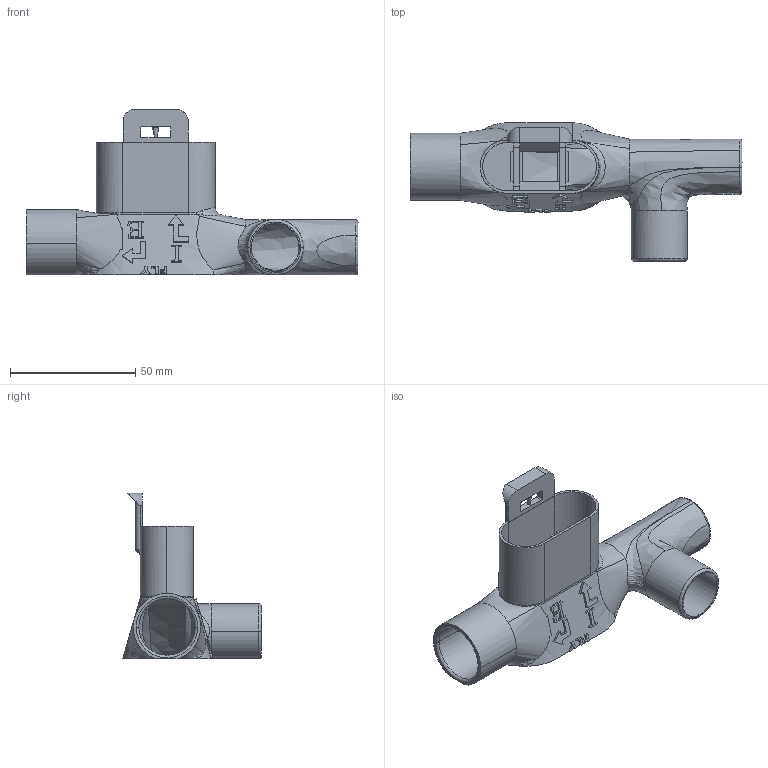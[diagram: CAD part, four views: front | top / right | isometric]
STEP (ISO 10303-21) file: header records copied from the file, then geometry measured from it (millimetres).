
FILE_DESCRIPTION (( 'STEP AP203' ), '1' );
FILE_NAME ('Charlotte_Clinico_V0.9.STEP', '2020-04-04T23:27:47', ( '' ), ( '' ), 'SwSTEP 2.0', 'SolidWorks 2018', '' );
FILE_SCHEMA (( 'CONFIG_CONTROL_DESIGN' ));
Length unit declared in the file: millimetre
Products named in the file (1): Charlotte_Clinico_V0.9
Bounding box: 132.4 x 55.2 x 66.04 mm (x, y, z)
Volume: 27532.2 mm3; surface area: 35021.2 mm2
Topology: 1 solids, 1 shells, 259 faces, 733 edges, 478 vertices
Faces by surface type: plane 140, bspline 88, cylinder 25, torus 4, cone 2
Entity records: 15622 total; most frequent: CARTESIAN_POINT 9493, ORIENTED_EDGE 1460, DIRECTION 929, EDGE_CURVE 730, VERTEX_POINT 478, LINE 425, VECTOR 425, EDGE_LOOP 276
